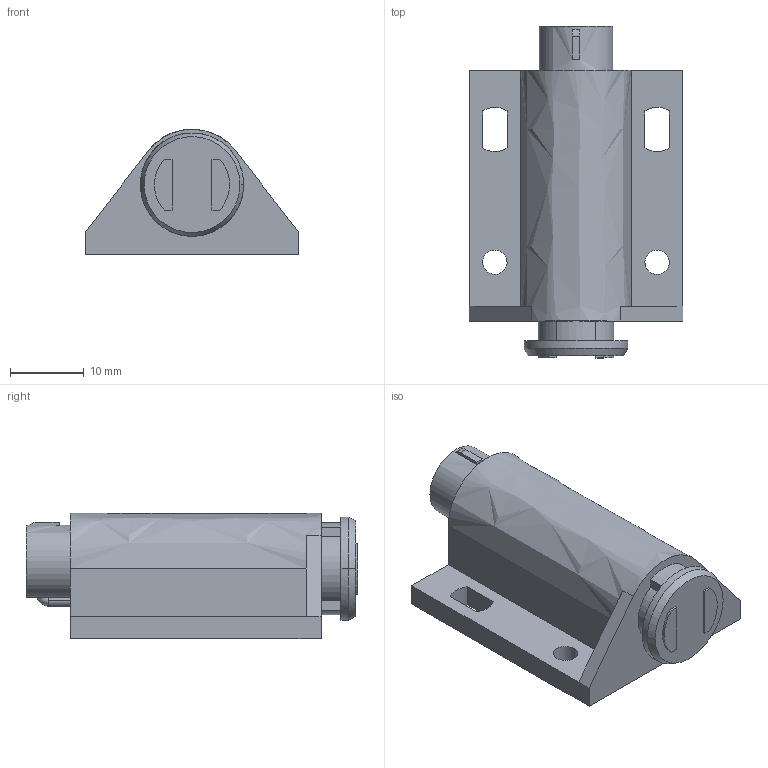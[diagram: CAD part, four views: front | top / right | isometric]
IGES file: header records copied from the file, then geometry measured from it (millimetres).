
Start section: ------------------------------------------------------------------------
Global section: file name: PC003.15228.TL_444_11660.igs; native system: spGate; preprocessor: ver19.8.4 (****-****-****-****); author: Unknown; organization: Unknown; date: 241220.173404; units: millimetre
Bounding box: 29 x 45 x 17 mm (x, y, z)
Volume: 10116.6 mm3; surface area: 5199.2 mm2
Topology: 2 solids, 2 shells, 77 faces, 199 edges, 130 vertices
Faces by surface type: bspline 77
